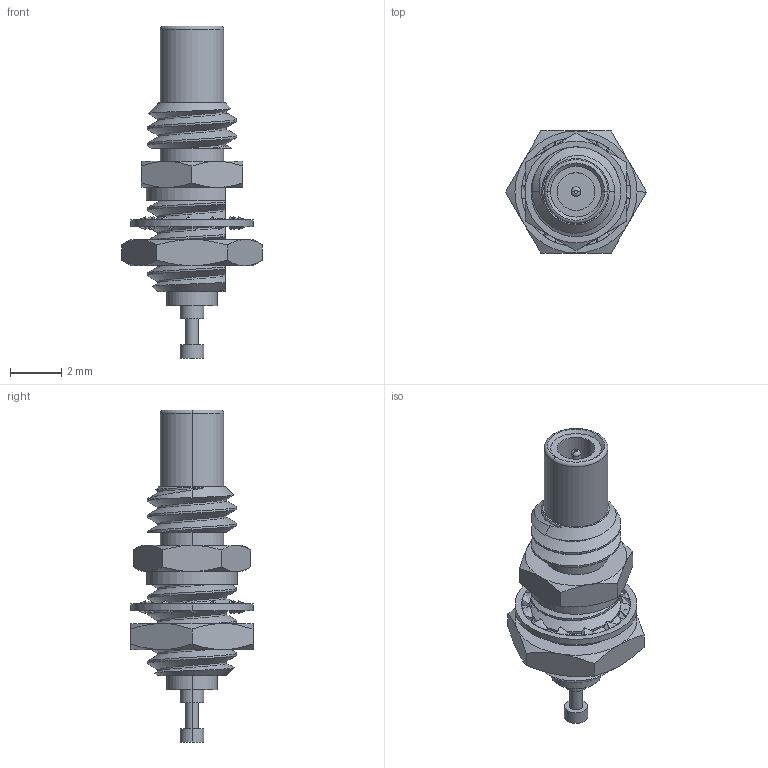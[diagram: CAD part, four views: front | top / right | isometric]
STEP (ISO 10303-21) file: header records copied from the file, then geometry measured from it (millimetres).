
FILE_DESCRIPTION (( 'STEP AP203' ), '1' );
FILE_NAME ('FMCN1275.step', '2018-06-20T16:20:22', ( '' ), ( '' ), 'SwSTEP 2.0', 'SolidWorks 2017', '' );
FILE_SCHEMA (( 'CONFIG_CONTROL_DESIGN' ));
Length unit declared in the file: inch
Products named in the file (1): FMCN1275
Bounding box: 5.5 x 4.76 x 12.95 mm (x, y, z)
Volume: 84.4 mm3; surface area: 257.7 mm2
Topology: 15 solids, 15 shells, 212 faces, 482 edges, 310 vertices
Faces by surface type: bspline 77, plane 57, cone 39, cylinder 35, torus 4
Entity records: 11765 total; most frequent: CARTESIAN_POINT 7666, ORIENTED_EDGE 964, DIRECTION 592, EDGE_CURVE 482, VERTEX_POINT 310, AXIS2_PLACEMENT_3D 230, EDGE_LOOP 226, FACE_OUTER_BOUND 212
